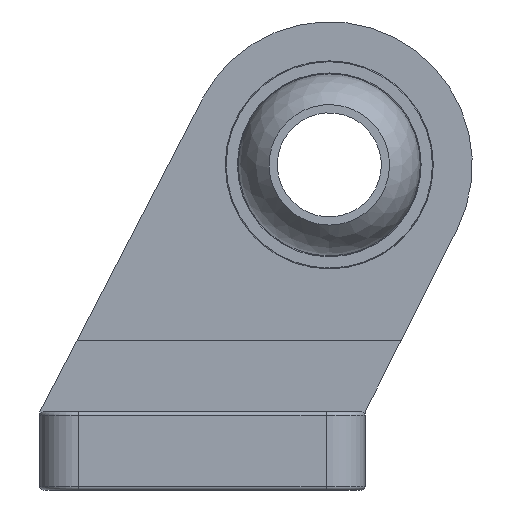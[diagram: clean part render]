
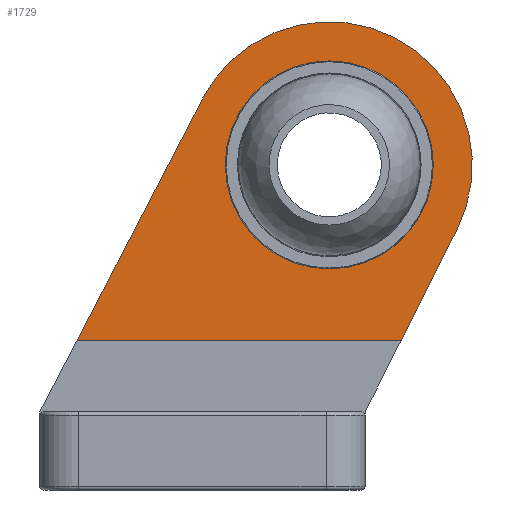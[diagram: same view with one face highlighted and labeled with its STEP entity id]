
A CAD part, left-side view. The second image highlights one B-rep face of the part: STEP entity #1729.
In plain terms, the highlighted planar face has unit normal (-1, 0, 0).
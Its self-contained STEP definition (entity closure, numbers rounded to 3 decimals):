
#914=CARTESIAN_POINT('',(-7.5,-39.15,40.107));
#915=VERTEX_POINT('',#914);
#922=CARTESIAN_POINT('',(-7.5,-30.538,23.));
#923=VERTEX_POINT('',#922);
#924=CARTESIAN_POINT('',(-7.5,-39.15,40.107));
#925=DIRECTION('',(0.0,0.45,-0.893));
#926=VECTOR('',#925,19.153);
#927=LINE('',#924,#926);
#928=EDGE_CURVE('',#915,#923,#927,.T.);
#1516=CARTESIAN_POINT('',(-7.5,-19.5,34.0));
#1517=VERTEX_POINT('',#1516);
#1518=CARTESIAN_POINT('',(-7.5,-19.5,50.0));
#1519=DIRECTION('',(1.0,0.0,0.0));
#1520=DIRECTION('',(0.0,0.0,1.0));
#1521=AXIS2_PLACEMENT_3D('',#1518,#1519,#1520);
#1522=CIRCLE('',#1521,16.0);
#1523=EDGE_CURVE('',#1517,#1517,#1522,.T.);
#1533=CARTESIAN_POINT('',(-7.5,19.293,23.));
#1534=VERTEX_POINT('',#1533);
#1535=CARTESIAN_POINT('',(-7.5,19.293,23.));
#1536=DIRECTION('',(0.0,-1.0,0.0));
#1537=VECTOR('',#1536,49.831);
#1538=LINE('',#1535,#1537);
#1539=EDGE_CURVE('',#1534,#923,#1538,.T.);
#1681=CARTESIAN_POINT('',(-7.5,0.028,60.132));
#1682=VERTEX_POINT('',#1681);
#1683=CARTESIAN_POINT('',(-7.5,19.293,23.));
#1684=DIRECTION('',(0.0,-0.461,0.888));
#1685=VECTOR('',#1684,41.832);
#1686=LINE('',#1683,#1685);
#1687=EDGE_CURVE('',#1534,#1682,#1686,.T.);
#1709=CARTESIAN_POINT('',(-7.5,-9.061,31.241));
#1710=DIRECTION('',(1.0,0.0,0.0));
#1711=DIRECTION('',(0.0,0.0,-1.0));
#1712=AXIS2_PLACEMENT_3D('',#1709,#1710,#1711);
#1713=PLANE('',#1712);
#1714=ORIENTED_EDGE('',*,*,#1539,.T.);
#1715=ORIENTED_EDGE('',*,*,#928,.F.);
#1716=CARTESIAN_POINT('',(-7.5,-19.5,50.0));
#1717=DIRECTION('',(1.0,0.0,0.0));
#1718=DIRECTION('',(0.0,0.888,0.461));
#1719=AXIS2_PLACEMENT_3D('',#1716,#1717,#1718);
#1720=CIRCLE('',#1719,22.);
#1721=EDGE_CURVE('',#1682,#915,#1720,.T.);
#1722=ORIENTED_EDGE('',*,*,#1721,.F.);
#1723=ORIENTED_EDGE('',*,*,#1687,.F.);
#1724=EDGE_LOOP('',(#1714,#1715,#1722,#1723));
#1725=FACE_OUTER_BOUND('',#1724,.T.);
#1726=ORIENTED_EDGE('',*,*,#1523,.T.);
#1727=EDGE_LOOP('',(#1726));
#1728=FACE_BOUND('',#1727,.T.);
#1729=ADVANCED_FACE('',(#1725,#1728),#1713,.F.);
